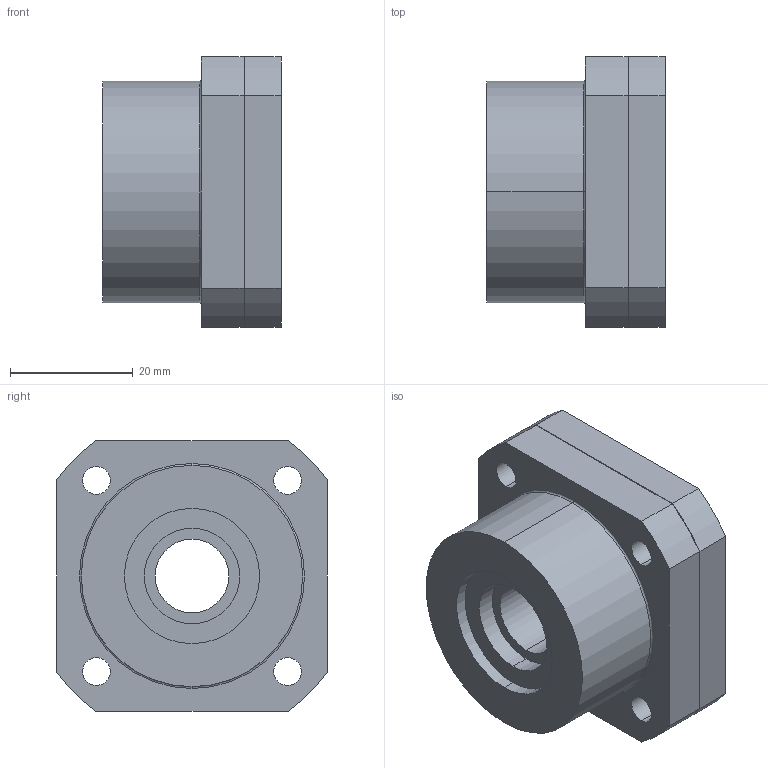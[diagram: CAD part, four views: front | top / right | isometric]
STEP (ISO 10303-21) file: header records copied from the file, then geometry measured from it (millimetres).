
FILE_DESCRIPTION (( 'STEP AP214' ), '1' );
FILE_NAME ('BRW12_b.STEP', '2024-10-09T10:46:06', ( '' ), ( '' ), 'SwSTEP 2.0', 'SolidWorks 2024', '' );
FILE_SCHEMA (( 'AUTOMOTIVE_DESIGN' ));
Length unit declared in the file: millimetre
Products named in the file (1): BRW12_b
Bounding box: 29 x 44 x 44 mm (x, y, z)
Volume: 32718.7 mm3; surface area: 10548.4 mm2
Topology: 1 solids, 1 shells, 122 faces, 286 edges, 190 vertices
Faces by surface type: plane 62, cylinder 58, torus 2
Entity records: 3577 total; most frequent: DIRECTION 652, CARTESIAN_POINT 599, ORIENTED_EDGE 572, EDGE_CURVE 286, AXIS2_PLACEMENT_3D 243, VERTEX_POINT 190, VECTOR 166, LINE 166
